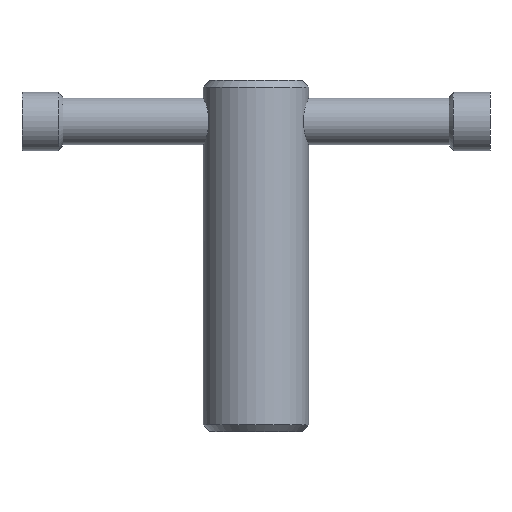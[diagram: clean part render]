
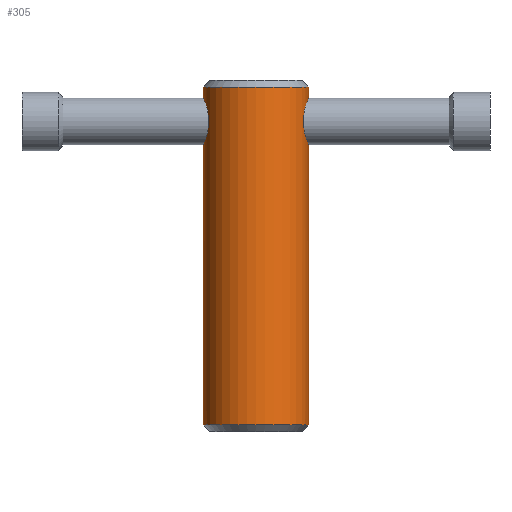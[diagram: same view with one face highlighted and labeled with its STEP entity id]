
A CAD part, front view. The second image highlights one B-rep face of the part: STEP entity #305.
In plain terms, the highlighted cylindrical face has radius 9 mm (diameter 18 mm), a partial arc.
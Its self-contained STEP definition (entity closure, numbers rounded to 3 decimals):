
#207=VERTEX_POINT('',#540);
#211=EDGE_CURVE('',#395,#247,#544,.T.);
#231=VERTEX_POINT('',#564);
#247=VERTEX_POINT('',#583);
#257=VERTEX_POINT('',#595);
#277=VERTEX_POINT('',#615);
#285=EDGE_CURVE('',#303,#289,#624,.T.);
#289=VERTEX_POINT('',#628);
#297=EDGE_CURVE('',#257,#395,#636,.T.);
#303=VERTEX_POINT('',#643);
#305=ADVANCED_FACE('',(#645),#646,.T.);
#333=EDGE_CURVE('',#277,#445,#676,.T.);
#339=EDGE_CURVE('',#231,#473,#683,.T.);
#395=VERTEX_POINT('',#744);
#405=EDGE_CURVE('',#445,#257,#755,.T.);
#437=EDGE_CURVE('',#303,#473,#795,.T.);
#445=VERTEX_POINT('',#805);
#449=EDGE_CURVE('',#289,#207,#810,.T.);
#473=VERTEX_POINT('',#837);
#491=EDGE_CURVE('',#247,#231,#858,.T.);
#493=EDGE_CURVE('',#207,#277,#860,.T.);
#540=CARTESIAN_POINT('',(-8.062,-4.,53.0));
#544=B_SPLINE_CURVE_WITH_KNOTS('',3,(#942,#943,#944,#945,#946,#947,#948,#949,#950,#951,#952,#953,#954,#955,#956,#957,#958,#959),.UNSPECIFIED.,.F.,.F.,(4,2,2,2,2,2,2,2,4),(18.364,19.129,19.893,20.658,21.422,22.188,22.954,23.72,24.486),.UNSPECIFIED.);
#564=CARTESIAN_POINT('',(9.0,0.,57.0));
#583=CARTESIAN_POINT('',(8.062,-4.,53.0));
#595=CARTESIAN_POINT('',(9.0,0.,1.125));
#615=CARTESIAN_POINT('',(-9.,0.,49.));
#624=LINE('',#1082,#1083);
#628=CARTESIAN_POINT('',(-9.,0.,57.0));
#636=LINE('',#1135,#1136);
#643=CARTESIAN_POINT('',(-9.,0.,58.875));
#645=FACE_OUTER_BOUND('',#1147,.T.);
#646=CYLINDRICAL_SURFACE('',#1148,9.);
#676=LINE('',#1190,#1191);
#683=LINE('',#1198,#1199);
#744=CARTESIAN_POINT('',(9.0,0.,49.));
#755=CIRCLE('',#1361,9.);
#795=CIRCLE('',#1411,9.);
#805=CARTESIAN_POINT('',(-9.,0.,1.125));
#810=B_SPLINE_CURVE_WITH_KNOTS('',3,(#1428,#1429,#1430,#1431,#1432,#1433,#1434,#1435,#1436,#1437,#1438,#1439,#1440,#1441,#1442,#1443,#1444,#1445),.UNSPECIFIED.,.F.,.F.,(4,2,2,2,2,2,2,2,4),(18.364,19.129,19.893,20.658,21.422,22.188,22.954,23.72,24.486),.UNSPECIFIED.);
#837=CARTESIAN_POINT('',(9.0,0.,58.875));
#858=B_SPLINE_CURVE_WITH_KNOTS('',3,(#1555,#1556,#1557,#1558,#1559,#1560,#1561,#1562,#1563,#1564,#1565,#1566,#1567,#1568,#1569,#1570,#1571,#1572),.UNSPECIFIED.,.F.,.F.,(4,2,2,2,2,2,2,2,4),(0.0,0.766,1.532,2.297,3.063,3.828,4.592,5.357,6.121),.UNSPECIFIED.);
#860=B_SPLINE_CURVE_WITH_KNOTS('',3,(#1575,#1576,#1577,#1578,#1579,#1580,#1581,#1582,#1583,#1584,#1585,#1586,#1587,#1588,#1589,#1590,#1591,#1592),.UNSPECIFIED.,.F.,.F.,(4,2,2,2,2,2,2,2,4),(0.0,0.766,1.532,2.297,3.063,3.828,4.592,5.357,6.121),.UNSPECIFIED.);
#942=CARTESIAN_POINT('',(9.0,0.,49.));
#943=CARTESIAN_POINT('',(9.0,-0.255,49.));
#944=CARTESIAN_POINT('',(8.989,-0.517,49.025));
#945=CARTESIAN_POINT('',(8.944,-1.037,49.128));
#946=CARTESIAN_POINT('',(8.91,-1.295,49.206));
#947=CARTESIAN_POINT('',(8.824,-1.786,49.411));
#948=CARTESIAN_POINT('',(8.773,-2.021,49.538));
#949=CARTESIAN_POINT('',(8.662,-2.455,49.831));
#950=CARTESIAN_POINT('',(8.602,-2.653,49.996));
#951=CARTESIAN_POINT('',(8.486,-3.004,50.347));
#952=CARTESIAN_POINT('',(8.425,-3.169,50.546));
#953=CARTESIAN_POINT('',(8.309,-3.462,50.979));
#954=CARTESIAN_POINT('',(8.254,-3.589,51.214));
#955=CARTESIAN_POINT('',(8.162,-3.794,51.705));
#956=CARTESIAN_POINT('',(8.125,-3.872,51.962));
#957=CARTESIAN_POINT('',(8.075,-3.975,52.482));
#958=CARTESIAN_POINT('',(8.062,-4.,52.745));
#959=CARTESIAN_POINT('',(8.062,-4.,53.0));
#1082=CARTESIAN_POINT('',(-9.,0.,30.0));
#1083=VECTOR('',#1718,1.0);
#1135=CARTESIAN_POINT('',(9.0,0.,30.0));
#1136=VECTOR('',#1724,1.0);
#1147=EDGE_LOOP('',(#1734,#1735,#1736,#1737,#1738,#1739,#1740,#1741,#1742,#1743));
#1148=AXIS2_PLACEMENT_3D('',#1744,#1745,#1746);
#1190=CARTESIAN_POINT('',(-9.,0.,30.0));
#1191=VECTOR('',#1771,1.0);
#1198=CARTESIAN_POINT('',(9.0,0.,30.0));
#1199=VECTOR('',#1781,1.0);
#1361=AXIS2_PLACEMENT_3D('',#1856,#1857,#1858);
#1411=AXIS2_PLACEMENT_3D('',#1923,#1924,#1925);
#1428=CARTESIAN_POINT('',(-9.,0.,57.0));
#1429=CARTESIAN_POINT('',(-9.,-0.255,57.0));
#1430=CARTESIAN_POINT('',(-8.989,-0.517,56.975));
#1431=CARTESIAN_POINT('',(-8.944,-1.037,56.872));
#1432=CARTESIAN_POINT('',(-8.91,-1.295,56.794));
#1433=CARTESIAN_POINT('',(-8.824,-1.786,56.589));
#1434=CARTESIAN_POINT('',(-8.773,-2.021,56.462));
#1435=CARTESIAN_POINT('',(-8.662,-2.455,56.169));
#1436=CARTESIAN_POINT('',(-8.602,-2.653,56.004));
#1437=CARTESIAN_POINT('',(-8.486,-3.004,55.653));
#1438=CARTESIAN_POINT('',(-8.425,-3.169,55.454));
#1439=CARTESIAN_POINT('',(-8.309,-3.462,55.021));
#1440=CARTESIAN_POINT('',(-8.254,-3.589,54.786));
#1441=CARTESIAN_POINT('',(-8.162,-3.794,54.295));
#1442=CARTESIAN_POINT('',(-8.125,-3.872,54.038));
#1443=CARTESIAN_POINT('',(-8.075,-3.975,53.518));
#1444=CARTESIAN_POINT('',(-8.062,-4.,53.255));
#1445=CARTESIAN_POINT('',(-8.062,-4.,53.0));
#1555=CARTESIAN_POINT('',(8.062,-4.,53.0));
#1556=CARTESIAN_POINT('',(8.062,-4.,53.255));
#1557=CARTESIAN_POINT('',(8.075,-3.975,53.518));
#1558=CARTESIAN_POINT('',(8.125,-3.872,54.038));
#1559=CARTESIAN_POINT('',(8.162,-3.794,54.295));
#1560=CARTESIAN_POINT('',(8.254,-3.589,54.786));
#1561=CARTESIAN_POINT('',(8.309,-3.462,55.021));
#1562=CARTESIAN_POINT('',(8.425,-3.169,55.454));
#1563=CARTESIAN_POINT('',(8.486,-3.004,55.653));
#1564=CARTESIAN_POINT('',(8.602,-2.653,56.004));
#1565=CARTESIAN_POINT('',(8.662,-2.455,56.169));
#1566=CARTESIAN_POINT('',(8.773,-2.021,56.462));
#1567=CARTESIAN_POINT('',(8.824,-1.786,56.589));
#1568=CARTESIAN_POINT('',(8.91,-1.295,56.794));
#1569=CARTESIAN_POINT('',(8.944,-1.037,56.872));
#1570=CARTESIAN_POINT('',(8.989,-0.517,56.975));
#1571=CARTESIAN_POINT('',(9.0,-0.255,57.0));
#1572=CARTESIAN_POINT('',(9.0,0.,57.0));
#1575=CARTESIAN_POINT('',(-8.062,-4.,53.0));
#1576=CARTESIAN_POINT('',(-8.062,-4.,52.745));
#1577=CARTESIAN_POINT('',(-8.075,-3.975,52.482));
#1578=CARTESIAN_POINT('',(-8.125,-3.872,51.962));
#1579=CARTESIAN_POINT('',(-8.162,-3.794,51.705));
#1580=CARTESIAN_POINT('',(-8.254,-3.589,51.214));
#1581=CARTESIAN_POINT('',(-8.309,-3.462,50.979));
#1582=CARTESIAN_POINT('',(-8.425,-3.169,50.546));
#1583=CARTESIAN_POINT('',(-8.486,-3.004,50.347));
#1584=CARTESIAN_POINT('',(-8.602,-2.653,49.996));
#1585=CARTESIAN_POINT('',(-8.662,-2.455,49.831));
#1586=CARTESIAN_POINT('',(-8.773,-2.021,49.538));
#1587=CARTESIAN_POINT('',(-8.824,-1.786,49.411));
#1588=CARTESIAN_POINT('',(-8.91,-1.295,49.206));
#1589=CARTESIAN_POINT('',(-8.944,-1.037,49.128));
#1590=CARTESIAN_POINT('',(-8.989,-0.517,49.025));
#1591=CARTESIAN_POINT('',(-9.,-0.255,49.));
#1592=CARTESIAN_POINT('',(-9.,0.,49.));
#1718=DIRECTION('',(-0.0,-0.0,-1.0));
#1724=DIRECTION('',(0.0,0.0,1.0));
#1734=ORIENTED_EDGE('',*,*,#297,.T.);
#1735=ORIENTED_EDGE('',*,*,#211,.T.);
#1736=ORIENTED_EDGE('',*,*,#491,.T.);
#1737=ORIENTED_EDGE('',*,*,#339,.T.);
#1738=ORIENTED_EDGE('',*,*,#437,.F.);
#1739=ORIENTED_EDGE('',*,*,#285,.T.);
#1740=ORIENTED_EDGE('',*,*,#449,.T.);
#1741=ORIENTED_EDGE('',*,*,#493,.T.);
#1742=ORIENTED_EDGE('',*,*,#333,.T.);
#1743=ORIENTED_EDGE('',*,*,#405,.T.);
#1744=CARTESIAN_POINT('',(0.,0.,30.0));
#1745=DIRECTION('',(-0.0,0.0,-1.0));
#1746=DIRECTION('',(1.0,0.,0.0));
#1771=DIRECTION('',(-0.0,-0.0,-1.0));
#1781=DIRECTION('',(0.0,0.0,1.0));
#1856=CARTESIAN_POINT('',(0.,0.,1.125));
#1857=DIRECTION('',(0.0,-0.0,1.0));
#1858=DIRECTION('',(1.0,0.,0.0));
#1923=CARTESIAN_POINT('',(0.,0.,58.875));
#1924=DIRECTION('',(0.0,-0.0,1.0));
#1925=DIRECTION('',(1.0,0.,0.0));
